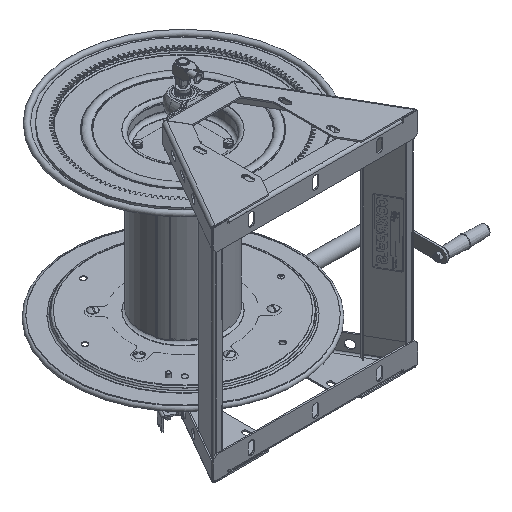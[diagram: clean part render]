
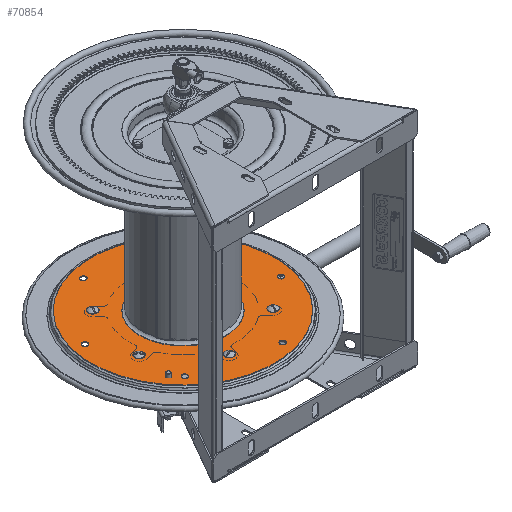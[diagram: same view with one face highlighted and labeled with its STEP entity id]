
A CAD part, isometric view. The second image highlights one B-rep face of the part: STEP entity #70854.
In plain terms, the highlighted planar face has unit normal (0, 0, 1).
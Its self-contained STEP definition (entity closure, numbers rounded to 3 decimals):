
#1849=FACE_BOUND('',#11985,.T.);
#1850=FACE_BOUND('',#11986,.T.);
#1851=FACE_BOUND('',#11987,.T.);
#1852=FACE_BOUND('',#11988,.T.);
#1853=FACE_BOUND('',#11989,.T.);
#1854=FACE_BOUND('',#11990,.T.);
#1855=FACE_BOUND('',#11991,.T.);
#1856=FACE_BOUND('',#11992,.T.);
#1857=FACE_BOUND('',#11993,.T.);
#1858=FACE_BOUND('',#11994,.T.);
#1859=FACE_BOUND('',#11995,.T.);
#1860=FACE_BOUND('',#11996,.T.);
#1861=FACE_BOUND('',#11997,.T.);
#5136=PLANE('',#77664);
#8375=FACE_OUTER_BOUND('',#11984,.T.);
#11984=EDGE_LOOP('',(#62311,#62312));
#11985=EDGE_LOOP('',(#62313,#62314));
#11986=EDGE_LOOP('',(#62315));
#11987=EDGE_LOOP('',(#62316));
#11988=EDGE_LOOP('',(#62317));
#11989=EDGE_LOOP('',(#62318));
#11990=EDGE_LOOP('',(#62319));
#11991=EDGE_LOOP('',(#62320));
#11992=EDGE_LOOP('',(#62321));
#11993=EDGE_LOOP('',(#62322));
#11994=EDGE_LOOP('',(#62323));
#11995=EDGE_LOOP('',(#62324));
#11996=EDGE_LOOP('',(#62325));
#11997=EDGE_LOOP('',(#62326));
#25213=CIRCLE('',#77637,0.205);
#25214=CIRCLE('',#77639,0.205);
#25215=CIRCLE('',#77641,0.205);
#25216=CIRCLE('',#77643,0.205);
#25217=CIRCLE('',#77645,0.205);
#25218=CIRCLE('',#77647,0.205);
#25228=CIRCLE('',#77661,3.371);
#25229=CIRCLE('',#77662,3.371);
#25231=CIRCLE('',#77665,7.159);
#25232=CIRCLE('',#77666,7.159);
#25233=CIRCLE('',#77667,0.17);
#25234=CIRCLE('',#77668,0.17);
#25235=CIRCLE('',#77669,0.17);
#25236=CIRCLE('',#77670,0.17);
#25237=CIRCLE('',#77671,0.17);
#25238=CIRCLE('',#77672,0.17);
#32996=VERTEX_POINT('',#139546);
#32997=VERTEX_POINT('',#139550);
#32998=VERTEX_POINT('',#139554);
#32999=VERTEX_POINT('',#139558);
#33000=VERTEX_POINT('',#139562);
#33001=VERTEX_POINT('',#139566);
#33010=VERTEX_POINT('',#139590);
#33011=VERTEX_POINT('',#139592);
#33012=VERTEX_POINT('',#139597);
#33013=VERTEX_POINT('',#139598);
#33014=VERTEX_POINT('',#139601);
#33015=VERTEX_POINT('',#139603);
#33016=VERTEX_POINT('',#139605);
#33017=VERTEX_POINT('',#139607);
#33018=VERTEX_POINT('',#139609);
#33019=VERTEX_POINT('',#139611);
#44091=EDGE_CURVE('',#32996,#32996,#25213,.T.);
#44093=EDGE_CURVE('',#32997,#32997,#25214,.T.);
#44095=EDGE_CURVE('',#32998,#32998,#25215,.T.);
#44097=EDGE_CURVE('',#32999,#32999,#25216,.T.);
#44099=EDGE_CURVE('',#33000,#33000,#25217,.T.);
#44101=EDGE_CURVE('',#33001,#33001,#25218,.T.);
#44113=EDGE_CURVE('',#33011,#33010,#25228,.T.);
#44114=EDGE_CURVE('',#33010,#33011,#25229,.T.);
#44116=EDGE_CURVE('',#33012,#33013,#25231,.T.);
#44117=EDGE_CURVE('',#33013,#33012,#25232,.T.);
#44118=EDGE_CURVE('',#33014,#33014,#25233,.T.);
#44119=EDGE_CURVE('',#33015,#33015,#25234,.T.);
#44120=EDGE_CURVE('',#33016,#33016,#25235,.T.);
#44121=EDGE_CURVE('',#33017,#33017,#25236,.T.);
#44122=EDGE_CURVE('',#33018,#33018,#25237,.T.);
#44123=EDGE_CURVE('',#33019,#33019,#25238,.T.);
#62311=ORIENTED_EDGE('',*,*,#44116,.F.);
#62312=ORIENTED_EDGE('',*,*,#44117,.F.);
#62313=ORIENTED_EDGE('',*,*,#44113,.T.);
#62314=ORIENTED_EDGE('',*,*,#44114,.T.);
#62315=ORIENTED_EDGE('',*,*,#44091,.T.);
#62316=ORIENTED_EDGE('',*,*,#44093,.T.);
#62317=ORIENTED_EDGE('',*,*,#44095,.T.);
#62318=ORIENTED_EDGE('',*,*,#44097,.T.);
#62319=ORIENTED_EDGE('',*,*,#44099,.T.);
#62320=ORIENTED_EDGE('',*,*,#44101,.T.);
#62321=ORIENTED_EDGE('',*,*,#44118,.T.);
#62322=ORIENTED_EDGE('',*,*,#44119,.T.);
#62323=ORIENTED_EDGE('',*,*,#44120,.T.);
#62324=ORIENTED_EDGE('',*,*,#44121,.T.);
#62325=ORIENTED_EDGE('',*,*,#44122,.T.);
#62326=ORIENTED_EDGE('',*,*,#44123,.T.);
#70854=ADVANCED_FACE('',(#8375,#1849,#1850,#1851,#1852,#1853,#1854,#1855,
#1856,#1857,#1858,#1859,#1860,#1861),#5136,.T.);
#77637=AXIS2_PLACEMENT_3D('',#139547,#95275,#95276);
#77639=AXIS2_PLACEMENT_3D('',#139551,#95280,#95281);
#77641=AXIS2_PLACEMENT_3D('',#139555,#95285,#95286);
#77643=AXIS2_PLACEMENT_3D('',#139559,#95290,#95291);
#77645=AXIS2_PLACEMENT_3D('',#139563,#95295,#95296);
#77647=AXIS2_PLACEMENT_3D('',#139567,#95300,#95301);
#77661=AXIS2_PLACEMENT_3D('',#139593,#95330,#95331);
#77662=AXIS2_PLACEMENT_3D('',#139594,#95332,#95333);
#77664=AXIS2_PLACEMENT_3D('',#139596,#95336,#95337);
#77665=AXIS2_PLACEMENT_3D('',#139599,#95338,#95339);
#77666=AXIS2_PLACEMENT_3D('',#139600,#95340,#95341);
#77667=AXIS2_PLACEMENT_3D('',#139602,#95342,#95343);
#77668=AXIS2_PLACEMENT_3D('',#139604,#95344,#95345);
#77669=AXIS2_PLACEMENT_3D('',#139606,#95346,#95347);
#77670=AXIS2_PLACEMENT_3D('',#139608,#95348,#95349);
#77671=AXIS2_PLACEMENT_3D('',#139610,#95350,#95351);
#77672=AXIS2_PLACEMENT_3D('',#139612,#95352,#95353);
#95275=DIRECTION('center_axis',(0.,0.,
-1.));
#95276=DIRECTION('ref_axis',(-0.718,0.696,0.));
#95280=DIRECTION('center_axis',(0.,0.,
-1.));
#95281=DIRECTION('ref_axis',(-0.962,-0.273,0.));
#95285=DIRECTION('center_axis',(0.,0.,
-1.));
#95286=DIRECTION('ref_axis',(-0.244,-0.97,0.));
#95290=DIRECTION('center_axis',(0.,0.,
-1.));
#95291=DIRECTION('ref_axis',(0.718,-0.696,0.));
#95295=DIRECTION('center_axis',(0.,0.,
-1.));
#95296=DIRECTION('ref_axis',(0.962,0.273,0.));
#95300=DIRECTION('center_axis',(0.,0.,
-1.));
#95301=DIRECTION('ref_axis',(0.244,0.97,0.));
#95330=DIRECTION('center_axis',(0.,0.,
-1.));
#95331=DIRECTION('ref_axis',(0.718,-0.696,0.));
#95332=DIRECTION('center_axis',(0.,0.,
-1.));
#95333=DIRECTION('ref_axis',(0.718,-0.696,0.));
#95336=DIRECTION('center_axis',(0.,0.,
1.));
#95337=DIRECTION('ref_axis',(-0.696,-0.718,0.));
#95338=DIRECTION('center_axis',(0.,0.,
-1.));
#95339=DIRECTION('ref_axis',(0.718,-0.696,0.));
#95340=DIRECTION('center_axis',(0.,0.,
-1.));
#95341=DIRECTION('ref_axis',(0.718,-0.696,0.));
#95342=DIRECTION('center_axis',(0.,0.,
-1.));
#95343=DIRECTION('ref_axis',(-0.718,0.696,0.));
#95344=DIRECTION('center_axis',(0.,0.,
-1.));
#95345=DIRECTION('ref_axis',(0.244,0.97,0.));
#95346=DIRECTION('center_axis',(0.,0.,
-1.));
#95347=DIRECTION('ref_axis',(-0.962,-0.273,0.));
#95348=DIRECTION('center_axis',(0.,0.,
-1.));
#95349=DIRECTION('ref_axis',(-0.244,-0.97,0.));
#95350=DIRECTION('center_axis',(0.,0.,
-1.));
#95351=DIRECTION('ref_axis',(0.718,-0.696,0.));
#95352=DIRECTION('center_axis',(0.,0.,
-1.));
#95353=DIRECTION('ref_axis',(0.962,0.273,0.));
#139546=CARTESIAN_POINT('',(4.527,5.59,1.848));
#139547=CARTESIAN_POINT('Origin',(4.38,5.733,1.848));
#139550=CARTESIAN_POINT('',(-1.523,7.325,1.848));
#139551=CARTESIAN_POINT('Origin',(-1.72,7.269,1.848));
#139554=CARTESIAN_POINT('',(-6.05,2.953,1.848));
#139555=CARTESIAN_POINT('Origin',(-6.1,2.754,1.848));
#139558=CARTESIAN_POINT('',(-4.527,-3.154,1.848));
#139559=CARTESIAN_POINT('Origin',(-4.38,-3.296,1.848));
#139562=CARTESIAN_POINT('',(1.523,-4.888,1.848));
#139563=CARTESIAN_POINT('Origin',(1.72,-4.832,1.848));
#139566=CARTESIAN_POINT('',(6.05,-0.516,1.848));
#139567=CARTESIAN_POINT('Origin',(6.1,-0.317,1.848));
#139590=CARTESIAN_POINT('',(-2.347,-1.202,1.848));
#139592=CARTESIAN_POINT('',(2.42,-1.129,1.848));
#139593=CARTESIAN_POINT('Origin',(0.,1.218,
1.848));
#139594=CARTESIAN_POINT('Origin',(0.,1.218,
1.848));
#139596=CARTESIAN_POINT('Origin',(3.779,-2.448,1.848));
#139597=CARTESIAN_POINT('',(5.139,-3.767,1.848));
#139598=CARTESIAN_POINT('',(-4.985,-3.92,1.848));
#139599=CARTESIAN_POINT('Origin',(0.,1.218,
1.848));
#139600=CARTESIAN_POINT('Origin',(0.,1.218,
1.848));
#139601=CARTESIAN_POINT('',(1.335,5.92,1.848));
#139602=CARTESIAN_POINT('Origin',(1.213,6.038,1.848));
#139603=CARTESIAN_POINT('',(4.739,2.413,1.848));
#139604=CARTESIAN_POINT('Origin',(4.781,2.578,1.848));
#139605=CARTESIAN_POINT('',(-3.404,4.725,1.848));
#139606=CARTESIAN_POINT('Origin',(-3.567,4.679,1.848));
#139607=CARTESIAN_POINT('',(-4.739,0.024,1.848));
#139608=CARTESIAN_POINT('Origin',(-4.781,-0.141,1.848));
#139609=CARTESIAN_POINT('',(-1.335,-3.483,1.848));
#139610=CARTESIAN_POINT('Origin',(-1.213,-3.601,1.848));
#139611=CARTESIAN_POINT('',(3.404,-2.289,1.848));
#139612=CARTESIAN_POINT('Origin',(3.567,-2.242,1.848));
